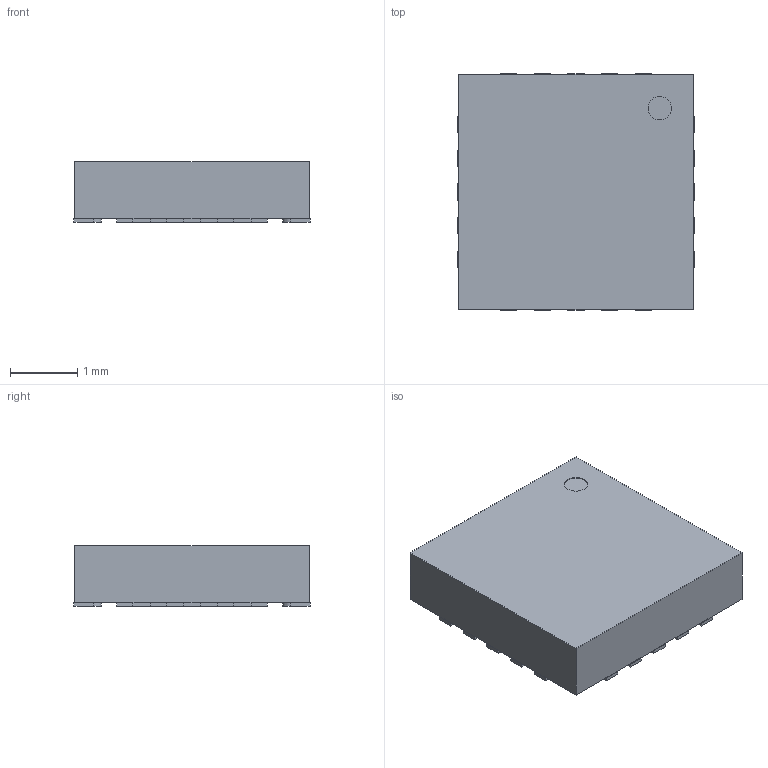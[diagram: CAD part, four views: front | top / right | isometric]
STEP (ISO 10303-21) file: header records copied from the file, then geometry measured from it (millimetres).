
FILE_DESCRIPTION(/* description */ (''),/* implementation_level */ '2;1');
FILE_NAME(/* name */ '5f230af09127fb1338d99915',/* time_stamp */ '2020-07-30T18:01:21+00:00',/* author */ (''),/* organization */ (''),/* preprocessor_version */ 'ST-DEVELOPER v16.7',/* originating_system */ $,/* authorisation */ $);
FILE_SCHEMA (('AUTOMOTIVE_DESIGN {1 0 10303 214 3 1 1}'));
Length unit declared in the file: metre
Products named in the file (1): Part 1
Bounding box: 3.52 x 3.52 x 0.9 mm (x, y, z)
Volume: 10.7 mm3; surface area: 38.1 mm2
Topology: 1 solids, 1 shells, 134 faces, 350 edges, 220 vertices
Faces by surface type: plane 113, cylinder 21
Full cylindrical faces by diameter (mm): 0.35 x1
Entity records: 4981 total; most frequent: CARTESIAN_POINT 704, ORIENTED_EDGE 698, DIRECTION 661, EDGE_CURVE 349, LINE 307, VECTOR 307, VERTEX_POINT 220, AXIS2_PLACEMENT_3D 177
